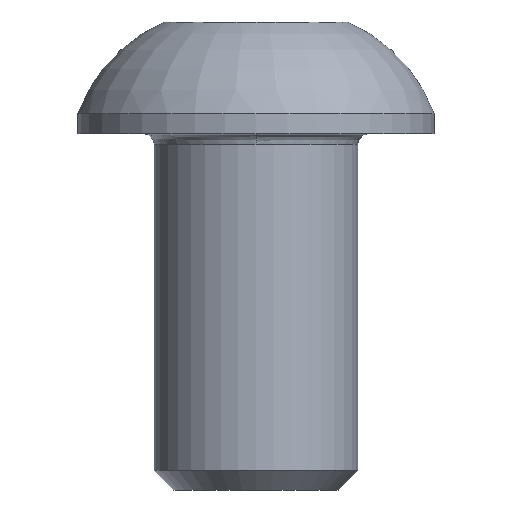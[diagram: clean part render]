
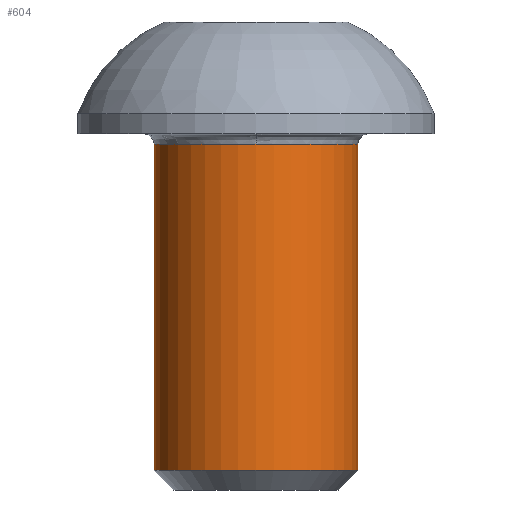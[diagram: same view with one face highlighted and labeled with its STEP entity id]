
A CAD part, front view. The second image highlights one B-rep face of the part: STEP entity #604.
In plain terms, the highlighted cylindrical face has radius 4 mm (diameter 8 mm), a partial arc.
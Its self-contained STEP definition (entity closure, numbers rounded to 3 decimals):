
#51 = CARTESIAN_POINT ( 'NONE',  ( 0., -4., -0.4 ) ) ;
#52 = DIRECTION ( 'NONE',  ( 0., 0., -1. ) ) ;
#83 = CARTESIAN_POINT ( 'NONE',  ( 0., 0., -6.817 ) ) ;
#101 = ORIENTED_EDGE ( 'NONE', *, *, #607, .T. ) ;
#105 = DIRECTION ( 'NONE',  ( -1., 0., 0. ) ) ;
#110 = ORIENTED_EDGE ( 'NONE', *, *, #214, .T. ) ;
#135 = ORIENTED_EDGE ( 'NONE', *, *, #659, .T. ) ;
#136 = VERTEX_POINT ( 'NONE', #594 ) ;
#142 = DIRECTION ( 'NONE',  ( 0., 0., -1. ) ) ;
#181 = LINE ( 'NONE', #451, #655 ) ;
#191 = CIRCLE ( 'NONE', #393, 4. ) ;
#214 = EDGE_CURVE ( 'NONE', #136, #430, #191, .T. ) ;
#262 = CARTESIAN_POINT ( 'NONE',  ( 0., 0., -0.4 ) ) ;
#265 = DIRECTION ( 'NONE',  ( -1., 0., 0. ) ) ;
#275 = DIRECTION ( 'NONE',  ( -1., 0., 0. ) ) ;
#306 = CARTESIAN_POINT ( 'NONE',  ( -4., 0., -0.4 ) ) ;
#338 = VERTEX_POINT ( 'NONE', #306 ) ;
#348 = VECTOR ( 'NONE', #52, 1000. ) ;
#393 = AXIS2_PLACEMENT_3D ( 'NONE', #470, #538, #105 ) ;
#396 = DIRECTION ( 'NONE',  ( 0., 0., -1. ) ) ;
#398 = VERTEX_POINT ( 'NONE', #51 ) ;
#409 = CYLINDRICAL_SURFACE ( 'NONE', #713, 4. ) ;
#430 = VERTEX_POINT ( 'NONE', #670 ) ;
#432 = EDGE_CURVE ( 'NONE', #487, #430, #706, .T. ) ;
#434 = CARTESIAN_POINT ( 'NONE',  ( 4., 0., -0.4 ) ) ;
#451 = CARTESIAN_POINT ( 'NONE',  ( -4., 0., -6.817 ) ) ;
#470 = CARTESIAN_POINT ( 'NONE',  ( 0., 0., -13.233 ) ) ;
#487 = VERTEX_POINT ( 'NONE', #434 ) ;
#495 = CIRCLE ( 'NONE', #553, 4. ) ;
#538 = DIRECTION ( 'NONE',  ( 0., 0., 1. ) ) ;
#553 = AXIS2_PLACEMENT_3D ( 'NONE', #572, #635, #695 ) ;
#572 = CARTESIAN_POINT ( 'NONE',  ( 0., 0., -0.4 ) ) ;
#575 = EDGE_CURVE ( 'NONE', #338, #136, #181, .T. ) ;
#590 = EDGE_LOOP ( 'NONE', ( #740, #135, #101, #719, #110 ) ) ;
#594 = CARTESIAN_POINT ( 'NONE',  ( -4., 0., -13.233 ) ) ;
#604 = ADVANCED_FACE ( 'NONE', ( #735 ), #409, .T. ) ;
#607 = EDGE_CURVE ( 'NONE', #398, #338, #495, .T. ) ;
#635 = DIRECTION ( 'NONE',  ( 0., 0., -1. ) ) ;
#653 = AXIS2_PLACEMENT_3D ( 'NONE', #262, #696, #265 ) ;
#655 = VECTOR ( 'NONE', #396, 1000. ) ;
#659 = EDGE_CURVE ( 'NONE', #487, #398, #768, .T. ) ;
#670 = CARTESIAN_POINT ( 'NONE',  ( 4., 0., -13.233 ) ) ;
#695 = DIRECTION ( 'NONE',  ( -1., 0., 0. ) ) ;
#696 = DIRECTION ( 'NONE',  ( 0., 0., -1. ) ) ;
#706 = LINE ( 'NONE', #731, #348 ) ;
#713 = AXIS2_PLACEMENT_3D ( 'NONE', #83, #142, #275 ) ;
#719 = ORIENTED_EDGE ( 'NONE', *, *, #575, .T. ) ;
#731 = CARTESIAN_POINT ( 'NONE',  ( 4., 0., -6.817 ) ) ;
#735 = FACE_OUTER_BOUND ( 'NONE', #590, .T. ) ;
#740 = ORIENTED_EDGE ( 'NONE', *, *, #432, .F. ) ;
#768 = CIRCLE ( 'NONE', #653, 4. ) ;
